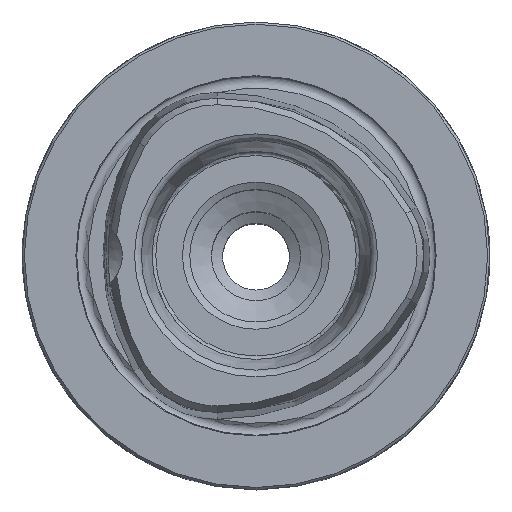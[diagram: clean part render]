
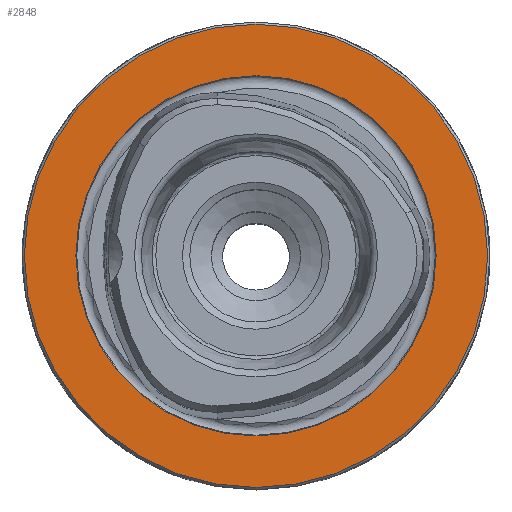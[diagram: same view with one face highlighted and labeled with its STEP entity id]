
A CAD part, top view. The second image highlights one B-rep face of the part: STEP entity #2848.
In plain terms, the highlighted planar face has unit normal (0, 0, 1).
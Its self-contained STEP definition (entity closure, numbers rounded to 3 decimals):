
#237=PLANE('',#3096);
#641=ORIENTED_EDGE('',*,*,#944,.T.);
#642=ORIENTED_EDGE('',*,*,#943,.F.);
#943=EDGE_CURVE('',#1134,#1134,#1281,.T.);
#944=EDGE_CURVE('',#1135,#1135,#1282,.T.);
#1134=VERTEX_POINT('',#4318);
#1135=VERTEX_POINT('',#4321);
#1281=CIRCLE('',#3095,24.264);
#1282=CIRCLE('',#3097,31.2);
#1451=EDGE_LOOP('',(#641));
#1452=EDGE_LOOP('',(#642));
#1662=FACE_BOUND('',#1451,.T.);
#1663=FACE_BOUND('',#1452,.T.);
#2848=ADVANCED_FACE('',(#1662,#1663),#237,.T.);
#3095=AXIS2_PLACEMENT_3D('',#4317,#3600,#3601);
#3096=AXIS2_PLACEMENT_3D('',#4319,#3602,#3603);
#3097=AXIS2_PLACEMENT_3D('',#4320,#3604,#3605);
#3600=DIRECTION('',(0.,0.,1.));
#3601=DIRECTION('',(1.,0.,0.));
#3602=DIRECTION('',(0.,0.,1.));
#3603=DIRECTION('',(1.,0.,0.));
#3604=DIRECTION('',(0.,0.,1.));
#3605=DIRECTION('',(1.,0.,0.));
#4317=CARTESIAN_POINT('',(0.,0.,0.));
#4318=CARTESIAN_POINT('',(24.264,0.,0.));
#4319=CARTESIAN_POINT('',(24.2,0.,0.));
#4320=CARTESIAN_POINT('',(0.,0.,0.));
#4321=CARTESIAN_POINT('',(31.2,0.,0.));
